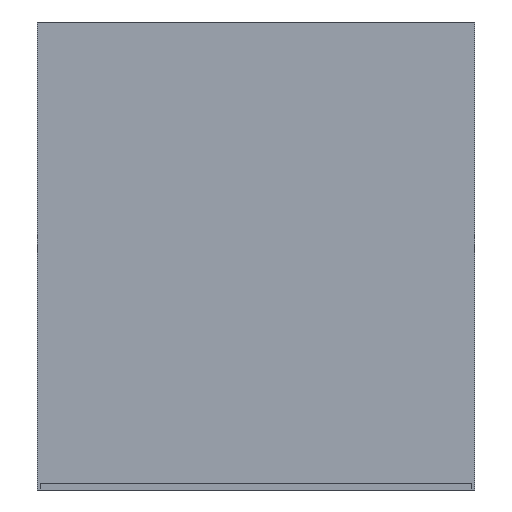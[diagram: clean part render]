
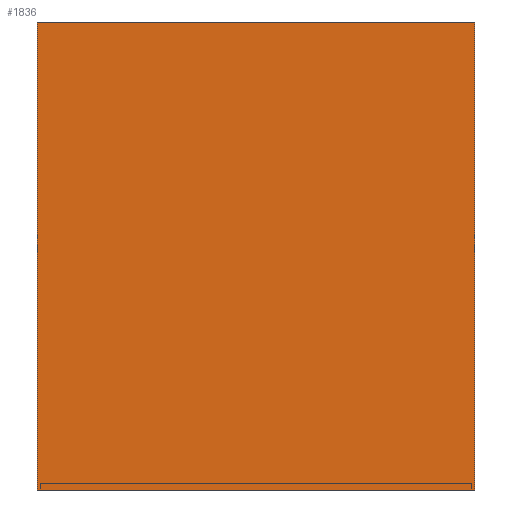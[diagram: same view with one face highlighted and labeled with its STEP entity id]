
A CAD part, left-side view. The second image highlights one B-rep face of the part: STEP entity #1836.
In plain terms, the highlighted planar face has unit normal (-1, 0, 0).
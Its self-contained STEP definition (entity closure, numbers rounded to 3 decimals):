
#507=CARTESIAN_POINT('',(-1.,141.,350.));
#508=VERTEX_POINT('',#507);
#515=CARTESIAN_POINT('',(-1.,-1.,350.));
#516=VERTEX_POINT('',#515);
#517=CARTESIAN_POINT('',(-1.,141.,350.));
#518=DIRECTION('',(0.,-1.,0.));
#519=VECTOR('',#518,142.);
#520=LINE('',#517,#519);
#521=EDGE_CURVE('',#508,#516,#520,.T.);
#1677=CARTESIAN_POINT('',(-1.,-1.,198.));
#1678=VERTEX_POINT('',#1677);
#1685=CARTESIAN_POINT('',(-1.,141.,198.));
#1686=VERTEX_POINT('',#1685);
#1687=CARTESIAN_POINT('',(-1.,141.,198.));
#1688=DIRECTION('',(0.,-1.,0.));
#1689=VECTOR('',#1688,142.);
#1690=LINE('',#1687,#1689);
#1691=EDGE_CURVE('',#1686,#1678,#1690,.T.);
#1714=CARTESIAN_POINT('',(-1.,-1.,198.));
#1715=DIRECTION('',(0.,0.,1.));
#1716=VECTOR('',#1715,152.);
#1717=LINE('',#1714,#1716);
#1718=EDGE_CURVE('',#1678,#516,#1717,.T.);
#1820=CARTESIAN_POINT('',(-1.,126.748,198.));
#1821=DIRECTION('',(-1.,-0.,0.));
#1822=DIRECTION('',(0.,-1.,0.));
#1823=AXIS2_PLACEMENT_3D('',#1820,#1821,#1822);
#1824=PLANE('',#1823);
#1825=ORIENTED_EDGE('',*,*,#1718,.T.);
#1826=ORIENTED_EDGE('',*,*,#521,.F.);
#1827=CARTESIAN_POINT('',(-1.,141.,198.));
#1828=DIRECTION('',(0.,0.,1.));
#1829=VECTOR('',#1828,152.);
#1830=LINE('',#1827,#1829);
#1831=EDGE_CURVE('',#1686,#508,#1830,.T.);
#1832=ORIENTED_EDGE('',*,*,#1831,.F.);
#1833=ORIENTED_EDGE('',*,*,#1691,.T.);
#1834=EDGE_LOOP('',(#1825,#1826,#1832,#1833));
#1835=FACE_BOUND('',#1834,.T.);
#1836=ADVANCED_FACE('',(#1835),#1824,.T.);
